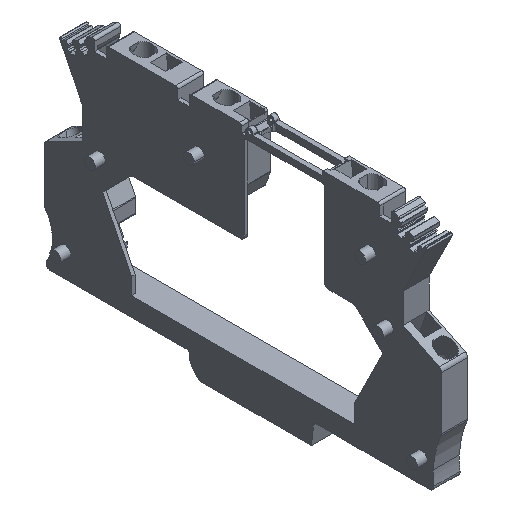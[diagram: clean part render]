
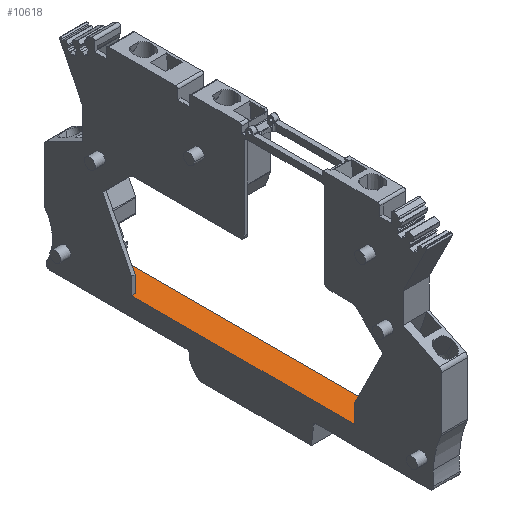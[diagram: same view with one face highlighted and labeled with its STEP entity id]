
A CAD part, isometric view. The second image highlights one B-rep face of the part: STEP entity #10618.
In plain terms, the highlighted planar face has unit normal (0, 0, 1).
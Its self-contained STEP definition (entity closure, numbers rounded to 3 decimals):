
#10565=AXIS2_PLACEMENT_3D('Plane Axis2P3D',#10562,#10563,#10564) ;
#154=CARTESIAN_POINT('Vertex',(8.3,7.146,9.15)) ;
#2229=CARTESIAN_POINT('Vertex',(8.3,83.558,9.15)) ;
#2232=CARTESIAN_POINT('Line Origine',(8.3,45.352,9.15)) ;
#2696=CARTESIAN_POINT('Line Origine',(5.95,7.146,9.15)) ;
#2700=CARTESIAN_POINT('Vertex',(3.1,7.146,9.15)) ;
#10542=CARTESIAN_POINT('Line Origine',(5.95,83.558,9.15)) ;
#10546=CARTESIAN_POINT('Vertex',(3.1,83.558,9.15)) ;
#10562=CARTESIAN_POINT('Axis2P3D Location',(8.3,83.554,9.15)) ;
#10567=CARTESIAN_POINT('Line Origine',(2.3,45.49,9.15)) ;
#10571=CARTESIAN_POINT('Vertex',(2.3,70.99,9.15)) ;
#10573=CARTESIAN_POINT('Vertex',(2.3,19.99,9.15)) ;
#10576=CARTESIAN_POINT('Line Origine',(2.7,19.99,9.15)) ;
#10580=CARTESIAN_POINT('Vertex',(3.1,19.99,9.15)) ;
#10583=CARTESIAN_POINT('Line Origine',(3.1,13.568,9.15)) ;
#10588=CARTESIAN_POINT('Line Origine',(3.1,83.556,9.15)) ;
#10592=CARTESIAN_POINT('Vertex',(3.1,83.554,9.15)) ;
#10595=CARTESIAN_POINT('Line Origine',(3.1,77.272,9.15)) ;
#10599=CARTESIAN_POINT('Vertex',(3.1,70.99,9.15)) ;
#10602=CARTESIAN_POINT('Line Origine',(2.7,70.99,9.15)) ;
#2233=DIRECTION('Vector Direction',(0.,-1.,0.)) ;
#2697=DIRECTION('Vector Direction',(-1.,0.,0.)) ;
#10543=DIRECTION('Vector Direction',(-1.,0.,0.)) ;
#10563=DIRECTION('Axis2P3D Direction',(0.,0.,-1.)) ;
#10564=DIRECTION('Axis2P3D XDirection',(0.,-1.,0.)) ;
#10568=DIRECTION('Vector Direction',(0.,-1.,0.)) ;
#10577=DIRECTION('Vector Direction',(-1.,0.,0.)) ;
#10584=DIRECTION('Vector Direction',(0.,-1.,0.)) ;
#10589=DIRECTION('Vector Direction',(0.,-1.,0.)) ;
#10596=DIRECTION('Vector Direction',(0.,-1.,0.)) ;
#10603=DIRECTION('Vector Direction',(-1.,0.,0.)) ;
#2234=VECTOR('Line Direction',#2233,1.) ;
#2698=VECTOR('Line Direction',#2697,1.) ;
#10544=VECTOR('Line Direction',#10543,1.) ;
#10569=VECTOR('Line Direction',#10568,1.) ;
#10578=VECTOR('Line Direction',#10577,1.) ;
#10585=VECTOR('Line Direction',#10584,1.) ;
#10590=VECTOR('Line Direction',#10589,1.) ;
#10597=VECTOR('Line Direction',#10596,1.) ;
#10604=VECTOR('Line Direction',#10603,1.) ;
#10608=ORIENTED_EDGE('',*,*,#10575,.T.) ;
#10609=ORIENTED_EDGE('',*,*,#10582,.F.) ;
#10610=ORIENTED_EDGE('',*,*,#10587,.T.) ;
#10611=ORIENTED_EDGE('',*,*,#2702,.T.) ;
#10612=ORIENTED_EDGE('',*,*,#2236,.T.) ;
#10613=ORIENTED_EDGE('',*,*,#10548,.T.) ;
#10614=ORIENTED_EDGE('',*,*,#10594,.T.) ;
#10615=ORIENTED_EDGE('',*,*,#10601,.T.) ;
#10616=ORIENTED_EDGE('',*,*,#10606,.T.) ;
#10618=ADVANCED_FACE('KLEMME',(#10617),#10566,.F.) ;
#2236=EDGE_CURVE('',#155,#2230,#2235,.F.) ;
#2702=EDGE_CURVE('',#2701,#155,#2699,.F.) ;
#10548=EDGE_CURVE('',#2230,#10547,#10545,.T.) ;
#10575=EDGE_CURVE('',#10572,#10574,#10570,.T.) ;
#10582=EDGE_CURVE('',#10581,#10574,#10579,.T.) ;
#10587=EDGE_CURVE('',#10581,#2701,#10586,.T.) ;
#10594=EDGE_CURVE('',#10547,#10593,#10591,.T.) ;
#10601=EDGE_CURVE('',#10593,#10600,#10598,.T.) ;
#10606=EDGE_CURVE('',#10600,#10572,#10605,.T.) ;
#10607=EDGE_LOOP('',(#10608,#10609,#10610,#10611,#10612,#10613,#10614,#10615,#10616)) ;
#10617=FACE_OUTER_BOUND('',#10607,.T.) ;
#2235=LINE('Line',#2232,#2234) ;
#2699=LINE('Line',#2696,#2698) ;
#10545=LINE('Line',#10542,#10544) ;
#10570=LINE('Line',#10567,#10569) ;
#10579=LINE('Line',#10576,#10578) ;
#10586=LINE('Line',#10583,#10585) ;
#10591=LINE('Line',#10588,#10590) ;
#10598=LINE('Line',#10595,#10597) ;
#10605=LINE('Line',#10602,#10604) ;
#10566=PLANE('',#10565) ;
#155=VERTEX_POINT('',#154) ;
#2230=VERTEX_POINT('',#2229) ;
#2701=VERTEX_POINT('',#2700) ;
#10547=VERTEX_POINT('',#10546) ;
#10572=VERTEX_POINT('',#10571) ;
#10574=VERTEX_POINT('',#10573) ;
#10581=VERTEX_POINT('',#10580) ;
#10593=VERTEX_POINT('',#10592) ;
#10600=VERTEX_POINT('',#10599) ;
